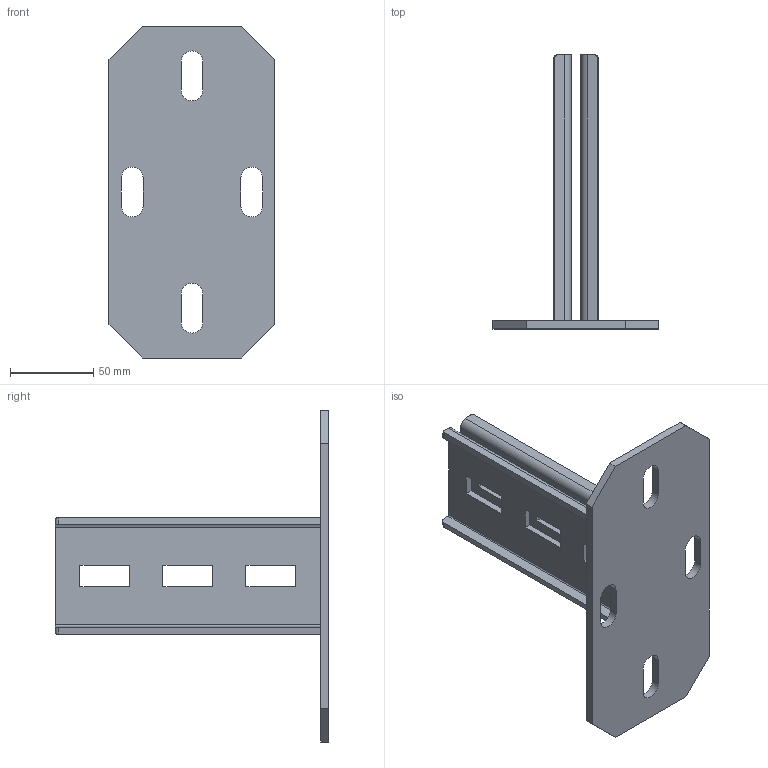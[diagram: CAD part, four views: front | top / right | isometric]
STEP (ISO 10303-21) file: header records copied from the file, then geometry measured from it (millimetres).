
FILE_DESCRIPTION((''),'2;1');
FILE_NAME('PSDHN_ASM','2019-08-05T09:47:55',('tomasz.grudniewski'),(''),'CREO PARAMETRIC BY PTC INC, 2018500','CREO PARAMETRIC BY PTC INC, 2018500','');
FILE_SCHEMA(('CONFIG_CONTROL_DESIGN'));
Length unit declared in the file: millimetre
Products named in the file (3): PODSTAWA_WPCW_; PODSTAWA_PSDH; PSDHN_ASM
Assembly tree (3 placements, depth 2):
  PSDHN_ASM
    PODSTAWA_WPCW_
    PODSTAWA_PSDH  x2
Bounding box: 100 x 165 x 200 mm (x, y, z)
Volume: 180404.9 mm3; surface area: 91442.7 mm2
Topology: 3 solids, 3 shells, 98 faces, 244 edges, 152 vertices
Faces by surface type: plane 78, cylinder 20
Entity records: 1966 total; most frequent: CARTESIAN_POINT 326, DIRECTION 322, ORIENTED_EDGE 316, EDGE_CURVE 158, VECTOR 130, LINE 130, VERTEX_POINT 100, AXIS2_PLACEMENT_3D 96
